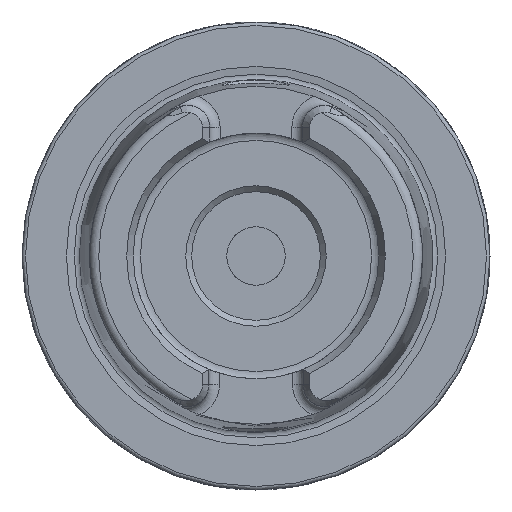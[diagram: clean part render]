
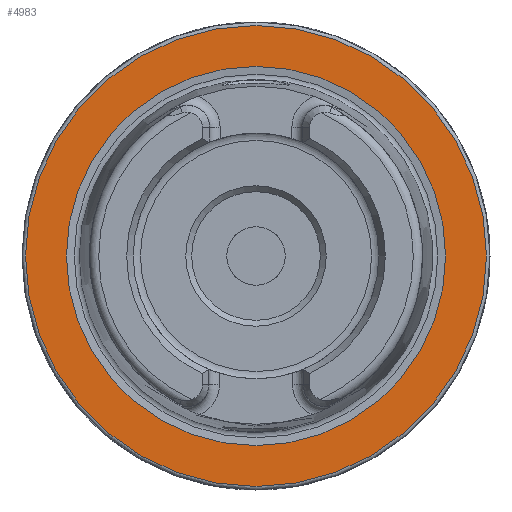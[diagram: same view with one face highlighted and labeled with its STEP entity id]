
A CAD part, left-side view. The second image highlights one B-rep face of the part: STEP entity #4983.
In plain terms, the highlighted planar face has unit normal (-1, 0, 0).
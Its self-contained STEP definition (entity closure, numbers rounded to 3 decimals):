
#560 = DIRECTION ( 'NONE',  ( -1., 0., 0. ) ) ;
#871 = CIRCLE ( 'NONE', #2680, 19.7 ) ;
#984 = CARTESIAN_POINT ( 'NONE',  ( 0., 0., 0. ) ) ;
#1530 = ORIENTED_EDGE ( 'NONE', *, *, #5071, .T. ) ;
#1728 = FACE_OUTER_BOUND ( 'NONE', #8849, .T. ) ;
#2208 = EDGE_LOOP ( 'NONE', ( #8904 ) ) ;
#2223 = DIRECTION ( 'NONE',  ( 1., 0., 0. ) ) ;
#2514 = CIRCLE ( 'NONE', #3238, 16.207 ) ;
#2680 = AXIS2_PLACEMENT_3D ( 'NONE', #9276, #3860, #6115 ) ;
#3017 = DIRECTION ( 'NONE',  ( 0., 0., -1. ) ) ;
#3154 = DIRECTION ( 'NONE',  ( 0., 0., 1. ) ) ;
#3229 = VERTEX_POINT ( 'NONE', #5609 ) ;
#3238 = AXIS2_PLACEMENT_3D ( 'NONE', #984, #560, #3154 ) ;
#3860 = DIRECTION ( 'NONE',  ( -1., 0., 0. ) ) ;
#4425 = FACE_BOUND ( 'NONE', #2208, .T. ) ;
#4983 = ADVANCED_FACE ( 'NONE', ( #4425, #1728 ), #6917, .F. ) ;
#5071 = EDGE_CURVE ( 'NONE', #3229, #3229, #871, .T. ) ;
#5609 = CARTESIAN_POINT ( 'NONE',  ( 0., 0., 19.7 ) ) ;
#5840 = AXIS2_PLACEMENT_3D ( 'NONE', #9310, #2223, #3017 ) ;
#5862 = CARTESIAN_POINT ( 'NONE',  ( 0., 0., 16.207 ) ) ;
#6115 = DIRECTION ( 'NONE',  ( 0., 0., 1. ) ) ;
#6917 = PLANE ( 'NONE',  #5840 ) ;
#7145 = VERTEX_POINT ( 'NONE', #5862 ) ;
#8723 = EDGE_CURVE ( 'NONE', #7145, #7145, #2514, .T. ) ;
#8849 = EDGE_LOOP ( 'NONE', ( #1530 ) ) ;
#8904 = ORIENTED_EDGE ( 'NONE', *, *, #8723, .F. ) ;
#9276 = CARTESIAN_POINT ( 'NONE',  ( 0., 0., 0. ) ) ;
#9310 = CARTESIAN_POINT ( 'NONE',  ( 0., 19.7, 0. ) ) ;
